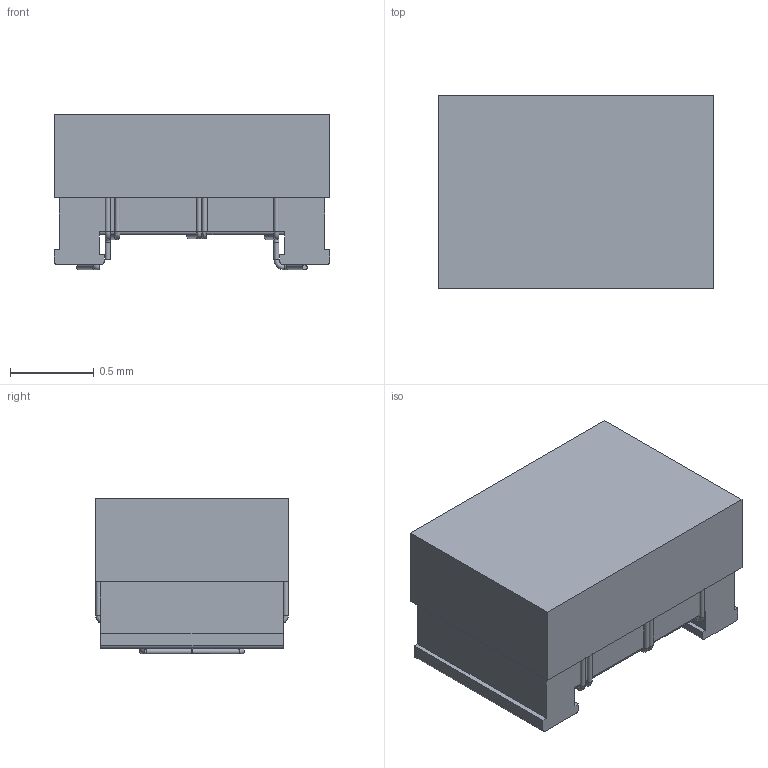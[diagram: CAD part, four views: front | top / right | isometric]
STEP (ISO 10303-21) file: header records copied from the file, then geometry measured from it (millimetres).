
FILE_DESCRIPTION(/* description */ ('Unknown'),/* implementation_level */ '2;1');
FILE_NAME(/* name */ 'L_Wurth_WE-KI-0603',/* time_stamp */ '2024-12-10T11:10:57+08:00',/* author */ ('Unknown'),/* organization */ ('Unknown'),/* preprocessor_version */ 'ST-DEVELOPER v16.7',/* originating_system */ 'Solid Edge',/* authorisation */ 'Unknown');
FILE_SCHEMA (('CONFIG_CONTROL_DESIGN'));
Length unit declared in the file: millimetre
Products named in the file (2): L_Wurth_WE-KI-0603
Assembly tree (1 placements, depth 2):
  L_Wurth_WE-KI-0603
    L_Wurth_WE-KI-0603
Bounding box: 1.65 x 1.16 x 0.93 mm (x, y, z)
Volume: 1.4 mm3; surface area: 9.6 mm2
Topology: 1 solids, 1 shells, 78 faces, 194 edges, 122 vertices
Faces by surface type: plane 31, cylinder 30, torus 9, bspline 8
Full cylindrical faces by diameter (mm): 0.03 x14
Entity records: 3121 total; most frequent: CARTESIAN_POINT 831, DIRECTION 348, ORIENTED_EDGE 324, EDGE_CURVE 162, AXIS2_PLACEMENT_3D 127, VERTEX_POINT 116, EDGE_LOOP 114, FACE_BOUND 114
